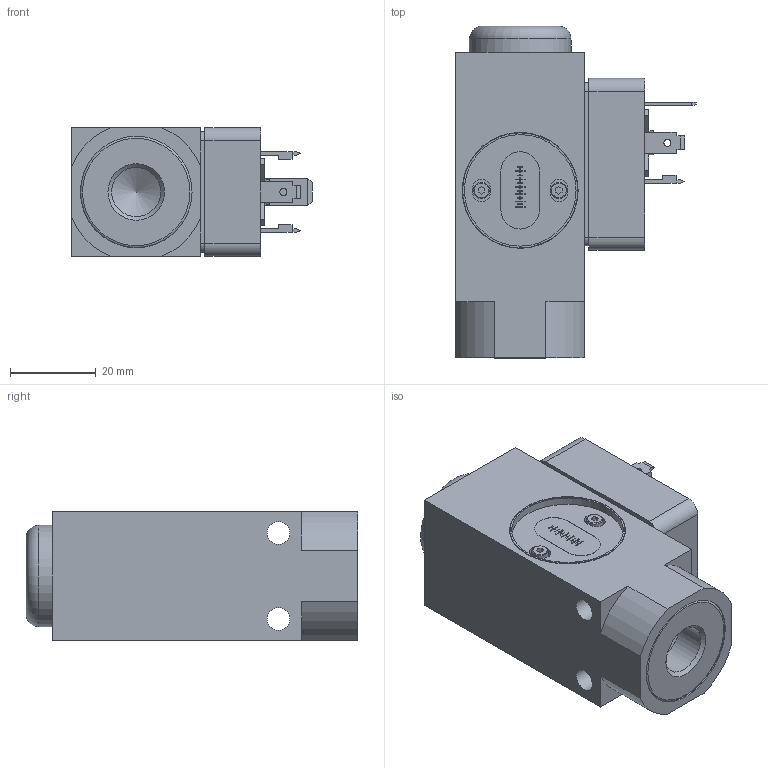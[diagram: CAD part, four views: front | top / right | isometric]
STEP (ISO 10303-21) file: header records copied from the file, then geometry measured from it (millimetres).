
FILE_DESCRIPTION(/* description */ ('STEP AP214'),/* implementation_level */ '2;1');
FILE_NAME(/* name */ '161760_PEV-1_4-SC-OD',/* time_stamp */ '2024-09-13T09:23:11+02:00',/* author */ ('License CC BY-ND 4.0'),/* organization */ ('CADENAS'),/* preprocessor_version */ 'ST-DEVELOPER v19.3',/* originating_system */ 'PARTsolutions',/* authorisation */ ' ');
FILE_SCHEMA (('AUTOMOTIVE_DESIGN {1 0 10303 214 3 1 1}'));
Length unit declared in the file: millimetre
Products named in the file (1): 161760 PEV-1/4-SC-OD
Bounding box: 56 x 77.3 x 30 mm (x, y, z)
Volume: 77076.3 mm3; surface area: 16514.3 mm2
Topology: 1 solids, 1 shells, 360 faces, 971 edges, 643 vertices
Faces by surface type: plane 291, cylinder 52, cone 9, torus 6, sphere 2
Full cylindrical faces by diameter (mm): 1.65 x4, 2.459 x1, 3.8 x2, 5 x1, 5.3 x2, 5.6 x1, 6 x3, 11.445 x1, 26 x2, 27 x1
Entity records: 13521 total; most frequent: CARTESIAN_POINT 1939, ORIENTED_EDGE 1860, DIRECTION 1795, EDGE_CURVE 930, LINE 779, VECTOR 779, VERTEX_POINT 636, AXIS2_PLACEMENT_3D 508
